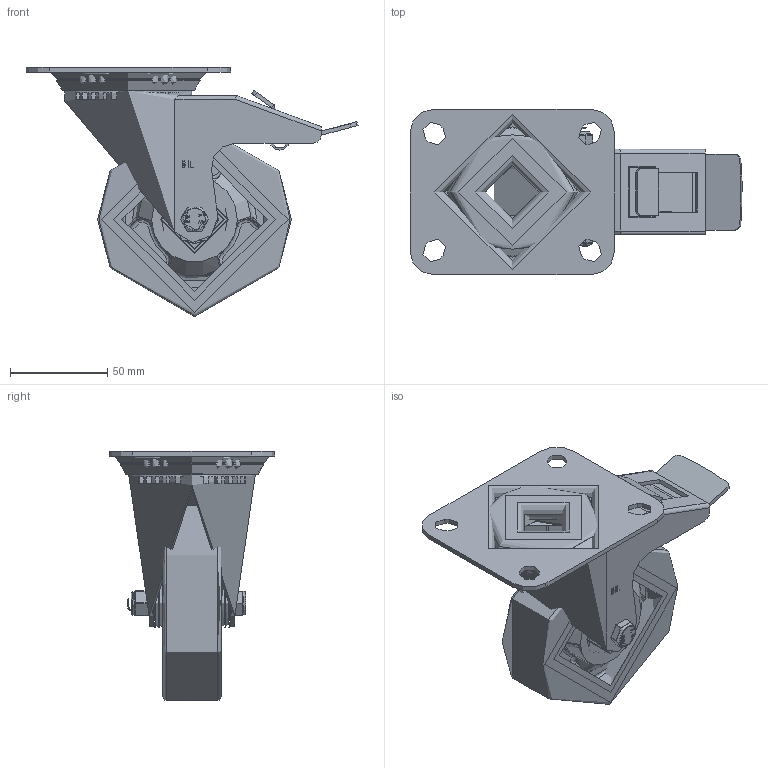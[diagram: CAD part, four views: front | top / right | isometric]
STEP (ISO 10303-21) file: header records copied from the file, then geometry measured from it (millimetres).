
FILE_DESCRIPTION(/* description */ ('','CAx-IF Rec.Pracs.---Representation and Presentation of Product Manufacturing Information (PMI)---4.0---2014-10-13'),/* implementation_level */ '2;1');
FILE_NAME(/* name */ 'BZMM100PTBJSWB.step',/* time_stamp */ '2025-01-02T10:25:48Z',/* author */ (''),/* organization */ (''),/* preprocessor_version */ 'ST-DEVELOPER v20',/* originating_system */ 'Autodesk Translation Framework v13.20.0.188',/* authorisation */ '');
FILE_SCHEMA (('AP242_MANAGED_MODEL_BASED_3D_ENGINEERING_MIM_LF { 1 0 10303 442 1 1 4 }'));
Products named in the file (42): BZMM100PTBJSWB; BZMM100ASSWB v1; ZINC PLATED, PRESSED STEEL TOP PLATE; ZINC PLATED, PRESSED STEEL TOP PLATE Geometry; BALL BEARINGS; Component1; ZINC PLATED, PRESSED STEEL FORKS; BEARING SEAL; ZINC PLATED, PRESSED STEEL BRAKE PEDAL; BRAKE PAD; BZH100WPTBJM15 v1; CAST IRON RIM; POLYURETHANE TYRE; BEARING 6202; Pattern; BEARING 6202 (1); Pattern (1); Component1 (1); METAL; METAL2; MIDDLE; RUBBER; RUBBER2; BEARING SPACER; TUBEM15X40X10 v1; STEEL TUBE; NYLONBUSH v1; NYLONBUSH; WP15X25X2BLK v1; NYLON WASHER; WP15X25X2BLK v1 (1); NYLON WASHER (1); WP15X25X2BLK v1 (2); NYLON WASHER (2); WP15X25X2BLK v1 (3); NYLON WASHER (3); HEXBOLTM8X55Z8.8 v2; GRADE 8.8 ZINC PLATED BOLT; NYLOCM8Z v1; NYLOC NUT ...
Assembly tree (84 placements, depth 5):
  BZMM100PTBJSWB
    BZMM100ASSWB v1
      ZINC PLATED, PRESSED STEEL TOP PLATE
        ZINC PLATED, PRESSED STEEL TOP PLATE Geometry
        BALL BEARINGS
          Component1  x24
      ZINC PLATED, PRESSED STEEL FORKS
      BEARING SEAL
      ZINC PLATED, PRESSED STEEL BRAKE PEDAL
      BRAKE PAD
    BZH100WPTBJM15 v1
      CAST IRON RIM
      POLYURETHANE TYRE
      BEARING 6202
        METAL
        METAL2
        Pattern
          Component1 (1)  x8
        MIDDLE
        RUBBER
        RUBBER2
      BEARING 6202 (1)
        Pattern (1)
          Component1 (1)  x8
        METAL
        METAL2
        MIDDLE
        RUBBER
        RUBBER2
      BEARING SPACER
    TUBEM15X40X10 v1
      STEEL TUBE
    NYLONBUSH v1
      NYLONBUSH
    WP15X25X2BLK v1
      NYLON WASHER
    WP15X25X2BLK v1 (1)
      NYLON WASHER (1)
    WP15X25X2BLK v1 (2)
      NYLON WASHER (2)
    WP15X25X2BLK v1 (3)
      NYLON WASHER (3)
    HEXBOLTM8X55Z8.8 v2
      GRADE 8.8 ZINC PLATED BOLT
    NYLOCM8Z v1
      NYLOC NUT
        NUT
        RUBBER (1)
Bounding box: 170.42 x 85 x 128 mm (x, y, z)
Volume: 240481.5 mm3; surface area: 151107.2 mm2
Topology: 67 solids, 67 shells, 1418 faces, 3594 edges, 2331 vertices
Faces by surface type: plane 569, bspline 366, cylinder 282, sphere 96, torus 94, cone 11
Full cylindrical faces by diameter (mm): 0.664 x2, 6.446 x7, 7.866 x13, 8 x4, 8.2 x2, 8.6 x2, 10 x1, 10.2 x1, 11.5 x1, 12.1 x1, 14.95 x1, 15 x3, 15.75 x4, 18 x2, 19 x1, 20 x8, 22.5 x4, 23 x4, 25 x4, 27.5 x1, 30 x8, 30.5 x4, 31 x8, 31.5 x1, 32 x3, 35 x4, 56 x2, 61 x1, 65 x1, 74.5 x2
Entity records: 60004 total; most frequent: CARTESIAN_POINT 34560, ORIENTED_EDGE 5228, DIRECTION 4673, EDGE_CURVE 2614, AXIS2_PLACEMENT_3D 1731, VERTEX_POINT 1697, LINE 1211, VECTOR 1211
